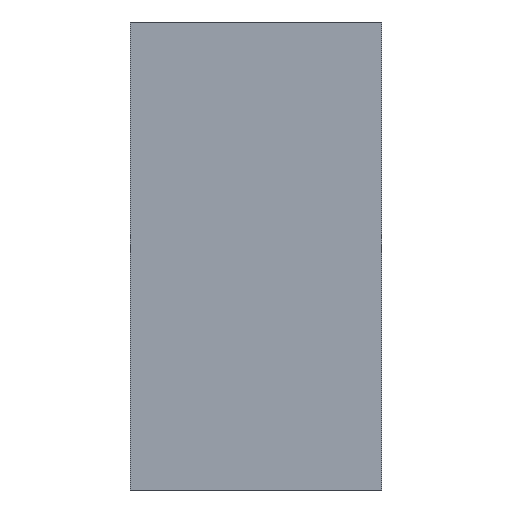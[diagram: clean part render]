
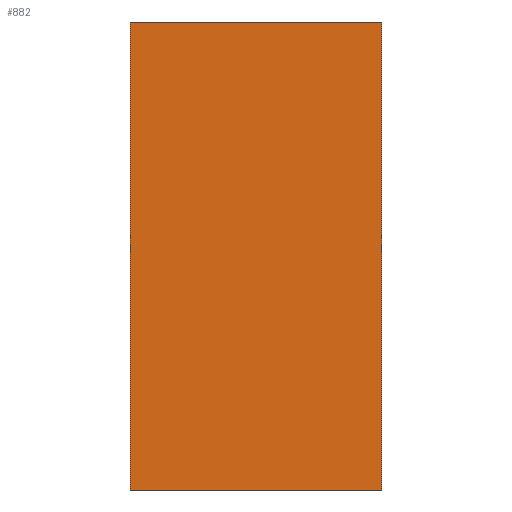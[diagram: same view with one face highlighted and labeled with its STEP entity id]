
A CAD part, left-side view. The second image highlights one B-rep face of the part: STEP entity #882.
In plain terms, the highlighted planar face has unit normal (-1, 0, 0).
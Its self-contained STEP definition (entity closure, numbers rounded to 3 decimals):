
#10 = LINE ( 'NONE', #281, #325 ) ;
#18 = LINE ( 'NONE', #849, #534 ) ;
#37 = VECTOR ( 'NONE', #104, 1000. ) ;
#48 = CARTESIAN_POINT ( 'NONE',  ( -1.6, 0., 0.79 ) ) ;
#90 = DIRECTION ( 'NONE',  ( 1., 0., 0. ) ) ;
#104 = DIRECTION ( 'NONE',  ( 0., -1., 0. ) ) ;
#129 = ORIENTED_EDGE ( 'NONE', *, *, #710, .T. ) ;
#156 = AXIS2_PLACEMENT_3D ( 'NONE', #310, #90, #950 ) ;
#163 = EDGE_CURVE ( 'NONE', #331, #754, #812, .T. ) ;
#206 = VECTOR ( 'NONE', #211, 1000. ) ;
#211 = DIRECTION ( 'NONE',  ( 0., 0., -1. ) ) ;
#281 = CARTESIAN_POINT ( 'NONE',  ( -1.6, 0.85, 0.79 ) ) ;
#283 = CARTESIAN_POINT ( 'NONE',  ( -1.6, 0.85, 0.79 ) ) ;
#310 = CARTESIAN_POINT ( 'NONE',  ( -1.6, 0., 0.79 ) ) ;
#323 = EDGE_CURVE ( 'NONE', #754, #798, #352, .T. ) ;
#325 = VECTOR ( 'NONE', #438, 1000. ) ;
#331 = VERTEX_POINT ( 'NONE', #283 ) ;
#347 = CARTESIAN_POINT ( 'NONE',  ( -1.6, 0.85, -0.79 ) ) ;
#352 = LINE ( 'NONE', #354, #206 ) ;
#354 = CARTESIAN_POINT ( 'NONE',  ( -1.6, 0., 0.79 ) ) ;
#426 = DIRECTION ( 'NONE',  ( 0., -1., 0. ) ) ;
#438 = DIRECTION ( 'NONE',  ( 0., 0., -1. ) ) ;
#534 = VECTOR ( 'NONE', #426, 1000. ) ;
#565 = CARTESIAN_POINT ( 'NONE',  ( -1.6, 0., -0.79 ) ) ;
#672 = ORIENTED_EDGE ( 'NONE', *, *, #323, .F. ) ;
#710 = EDGE_CURVE ( 'NONE', #816, #798, #18, .T. ) ;
#712 = ORIENTED_EDGE ( 'NONE', *, *, #830, .T. ) ;
#737 = ORIENTED_EDGE ( 'NONE', *, *, #163, .F. ) ;
#739 = PLANE ( 'NONE',  #156 ) ;
#754 = VERTEX_POINT ( 'NONE', #48 ) ;
#765 = FACE_OUTER_BOUND ( 'NONE', #914, .T. ) ;
#798 = VERTEX_POINT ( 'NONE', #565 ) ;
#812 = LINE ( 'NONE', #909, #37 ) ;
#816 = VERTEX_POINT ( 'NONE', #347 ) ;
#830 = EDGE_CURVE ( 'NONE', #331, #816, #10, .T. ) ;
#849 = CARTESIAN_POINT ( 'NONE',  ( -1.6, 0., -0.79 ) ) ;
#882 = ADVANCED_FACE ( 'NONE', ( #765 ), #739, .F. ) ;
#909 = CARTESIAN_POINT ( 'NONE',  ( -1.6, 0., 0.79 ) ) ;
#914 = EDGE_LOOP ( 'NONE', ( #129, #672, #737, #712 ) ) ;
#950 = DIRECTION ( 'NONE',  ( 0., 0., -1. ) ) ;
